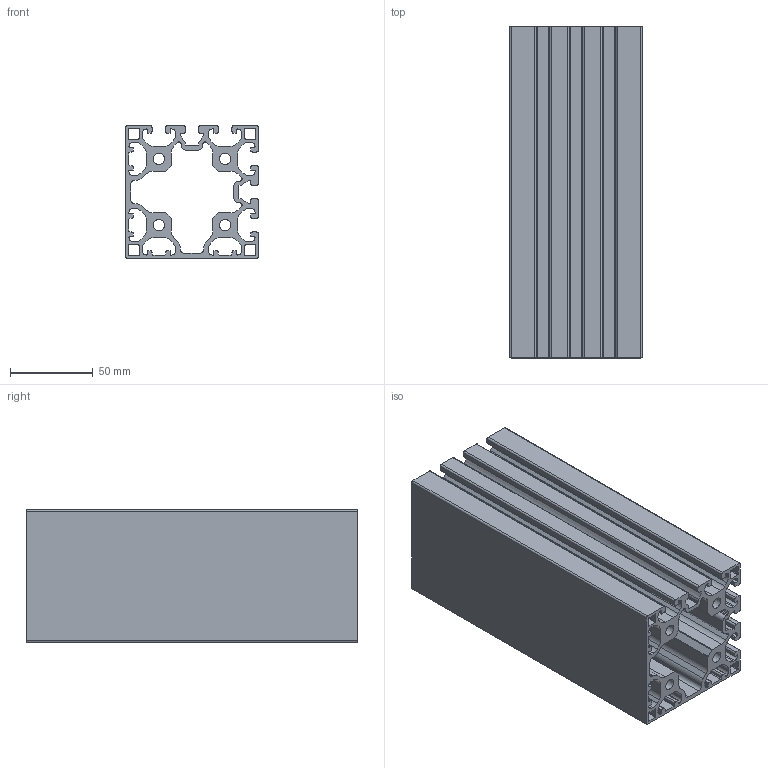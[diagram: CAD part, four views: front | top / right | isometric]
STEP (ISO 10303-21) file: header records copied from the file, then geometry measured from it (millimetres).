
FILE_DESCRIPTION(/* description */ ('Aluminiumprofil X 80x80 4N90'),/* implementation_level */ '2;1');
FILE_NAME(/* name */ 'Syskomp 181808019 Aluminiumprofil X 80x80 4N90.stp',/* time_stamp */ '2017-11-28T13:15:49+01:00',/* author */ ('wheldmann'),/* organization */ (''),/* preprocessor_version */ 'ST-DEVELOPER v16.1',/* originating_system */ 'Autodesk Inventor 2016',/* authorisation */ ' ');
FILE_SCHEMA (('AUTOMOTIVE_DESIGN { 1 0 10303 214 3 1 1 }'));
Length unit declared in the file: millimetre
Products named in the file (1): 181808019 Aluminiumprofil X 80x80 4N90 - 200
Bounding box: 80 x 200 x 80 mm (x, y, z)
Volume: 407439.6 mm3; surface area: 253353 mm2
Topology: 1 solids, 1 shells, 382 faces, 1140 edges, 760 vertices
Faces by surface type: cylinder 200, plane 182
Full cylindrical faces by diameter (mm): 6.8 x4
Entity records: 13020 total; most frequent: DIRECTION 2302, CARTESIAN_POINT 2279, ORIENTED_EDGE 2272, EDGE_CURVE 1136, AXIS2_PLACEMENT_3D 783, VERTEX_POINT 760, LINE 736, VECTOR 736
